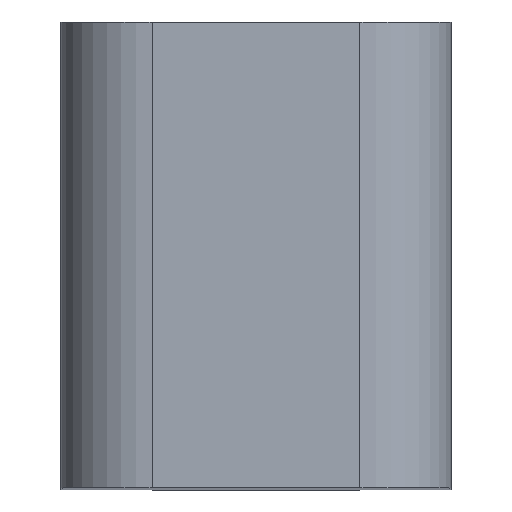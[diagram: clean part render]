
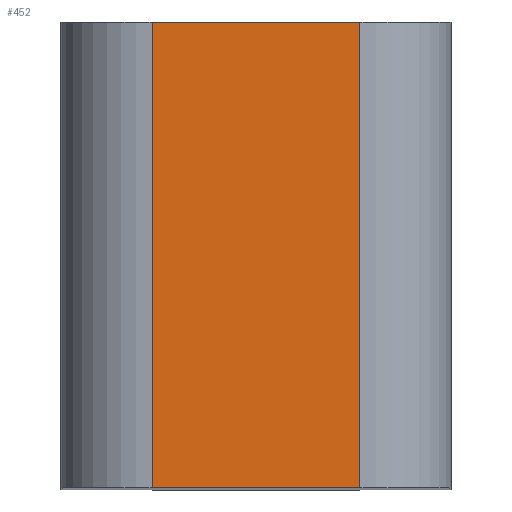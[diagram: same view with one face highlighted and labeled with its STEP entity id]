
A CAD part, top view. The second image highlights one B-rep face of the part: STEP entity #452.
In plain terms, the highlighted planar face has unit normal (0, 0, 1).
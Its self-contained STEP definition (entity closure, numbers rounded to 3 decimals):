
#12 = CARTESIAN_POINT ( 'NONE',  ( -13.4, 26.19, 44. ) ) ;
#13 = ORIENTED_EDGE ( 'NONE', *, *, #330, .F. ) ;
#14 = EDGE_CURVE ( 'NONE', #476, #388, #368, .T. ) ;
#24 = CARTESIAN_POINT ( 'NONE',  ( -6.9, -7., 44. ) ) ;
#28 = DIRECTION ( 'NONE',  ( 1., 0., 0. ) ) ;
#32 = VERTEX_POINT ( 'NONE', #490 ) ;
#51 = VECTOR ( 'NONE', #218, 1000. ) ;
#97 = LINE ( 'NONE', #24, #238 ) ;
#117 = ORIENTED_EDGE ( 'NONE', *, *, #402, .T. ) ;
#129 = LINE ( 'NONE', #216, #213 ) ;
#139 = DIRECTION ( 'NONE',  ( 1., 0., 0. ) ) ;
#142 = DIRECTION ( 'NONE',  ( 0., -1., 0. ) ) ;
#181 = CARTESIAN_POINT ( 'NONE',  ( -13.4, -7., 44. ) ) ;
#204 = DIRECTION ( 'NONE',  ( 1., 0., 0. ) ) ;
#213 = VECTOR ( 'NONE', #28, 1000. ) ;
#216 = CARTESIAN_POINT ( 'NONE',  ( -13.4, -7., 44. ) ) ;
#218 = DIRECTION ( 'NONE',  ( 0., 1., 0. ) ) ;
#221 = AXIS2_PLACEMENT_3D ( 'NONE', #181, #485, #139 ) ;
#238 = VECTOR ( 'NONE', #142, 1000. ) ;
#243 = VERTEX_POINT ( 'NONE', #453 ) ;
#277 = LINE ( 'NONE', #12, #378 ) ;
#278 = EDGE_LOOP ( 'NONE', ( #13, #461, #117, #454 ) ) ;
#288 = CARTESIAN_POINT ( 'NONE',  ( 7.9, -7., 44. ) ) ;
#324 = PLANE ( 'NONE',  #221 ) ;
#330 = EDGE_CURVE ( 'NONE', #32, #388, #277, .T. ) ;
#368 = LINE ( 'NONE', #403, #51 ) ;
#376 = EDGE_CURVE ( 'NONE', #32, #243, #97, .T. ) ;
#378 = VECTOR ( 'NONE', #204, 1000. ) ;
#388 = VERTEX_POINT ( 'NONE', #474 ) ;
#402 = EDGE_CURVE ( 'NONE', #243, #476, #129, .T. ) ;
#403 = CARTESIAN_POINT ( 'NONE',  ( 7.9, -7., 44. ) ) ;
#404 = FACE_OUTER_BOUND ( 'NONE', #278, .T. ) ;
#452 = ADVANCED_FACE ( 'NONE', ( #404 ), #324, .T. ) ;
#453 = CARTESIAN_POINT ( 'NONE',  ( -6.9, -7., 44. ) ) ;
#454 = ORIENTED_EDGE ( 'NONE', *, *, #14, .T. ) ;
#461 = ORIENTED_EDGE ( 'NONE', *, *, #376, .T. ) ;
#474 = CARTESIAN_POINT ( 'NONE',  ( 7.9, 26.19, 44. ) ) ;
#476 = VERTEX_POINT ( 'NONE', #288 ) ;
#485 = DIRECTION ( 'NONE',  ( 0., 0., 1. ) ) ;
#490 = CARTESIAN_POINT ( 'NONE',  ( -6.9, 26.19, 44. ) ) ;
